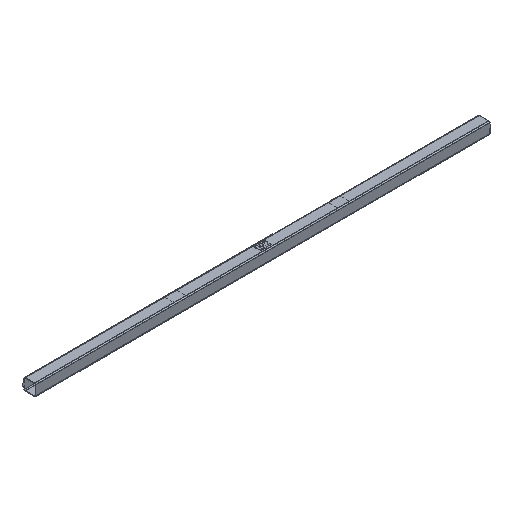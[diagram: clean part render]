
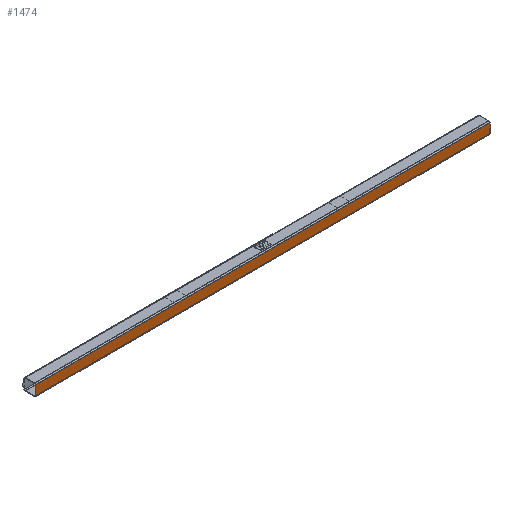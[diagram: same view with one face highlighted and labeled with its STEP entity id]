
A CAD part, isometric view. The second image highlights one B-rep face of the part: STEP entity #1474.
In plain terms, the highlighted planar face has unit normal (0, -1, 0).
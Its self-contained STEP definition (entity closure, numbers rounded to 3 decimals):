
#86 = DIRECTION ( 'NONE',  ( 0., 0., -1. ) ) ;
#372 = CARTESIAN_POINT ( 'NONE',  ( 10., -30., -23.6 ) ) ;
#1002 = DIRECTION ( 'NONE',  ( 0., 1., 0. ) ) ;
#1119 = EDGE_CURVE ( 'NONE', #4777, #1858, #3865, .T. ) ;
#1229 = VECTOR ( 'NONE', #2659, 1000. ) ;
#1257 = EDGE_CURVE ( 'NONE', #3451, #4777, #4143, .T. ) ;
#1438 = ORIENTED_EDGE ( 'NONE', *, *, #7261, .F. ) ;
#1474 = ADVANCED_FACE ( 'NONE', ( #5407 ), #4002, .F. ) ;
#1858 = VERTEX_POINT ( 'NONE', #6017 ) ;
#2659 = DIRECTION ( 'NONE',  ( -1., 0., 0. ) ) ;
#3268 = DIRECTION ( 'NONE',  ( 1., 0., 0. ) ) ;
#3367 = CARTESIAN_POINT ( 'NONE',  ( 2290., -30., 23.6 ) ) ;
#3381 = CARTESIAN_POINT ( 'NONE',  ( 2320., -30., -23.6 ) ) ;
#3451 = VERTEX_POINT ( 'NONE', #3870 ) ;
#3482 = VECTOR ( 'NONE', #86, 1000. ) ;
#3525 = LINE ( 'NONE', #5380, #7292 ) ;
#3865 = LINE ( 'NONE', #6630, #3482 ) ;
#3870 = CARTESIAN_POINT ( 'NONE',  ( 10., -30., 23.6 ) ) ;
#4002 = PLANE ( 'NONE',  #6399 ) ;
#4090 = DIRECTION ( 'NONE',  ( 1., 0., 0. ) ) ;
#4143 = LINE ( 'NONE', #5976, #7773 ) ;
#4590 = ORIENTED_EDGE ( 'NONE', *, *, #1257, .F. ) ;
#4777 = VERTEX_POINT ( 'NONE', #3367 ) ;
#5380 = CARTESIAN_POINT ( 'NONE',  ( 10., -30., -23.6 ) ) ;
#5407 = FACE_OUTER_BOUND ( 'NONE', #7401, .T. ) ;
#5732 = ORIENTED_EDGE ( 'NONE', *, *, #7534, .F. ) ;
#5751 = LINE ( 'NONE', #3381, #1229 ) ;
#5976 = CARTESIAN_POINT ( 'NONE',  ( 2320., -30., 23.6 ) ) ;
#6001 = VERTEX_POINT ( 'NONE', #372 ) ;
#6017 = CARTESIAN_POINT ( 'NONE',  ( 2290., -30., -23.6 ) ) ;
#6399 = AXIS2_PLACEMENT_3D ( 'NONE', #6429, #1002, #4090 ) ;
#6429 = CARTESIAN_POINT ( 'NONE',  ( 2320., -30., -23.6 ) ) ;
#6630 = CARTESIAN_POINT ( 'NONE',  ( 2290., -30., -23.6 ) ) ;
#7212 = DIRECTION ( 'NONE',  ( 0., 0., 1. ) ) ;
#7261 = EDGE_CURVE ( 'NONE', #6001, #3451, #3525, .T. ) ;
#7292 = VECTOR ( 'NONE', #7212, 1000. ) ;
#7401 = EDGE_LOOP ( 'NONE', ( #5732, #7521, #4590, #1438 ) ) ;
#7521 = ORIENTED_EDGE ( 'NONE', *, *, #1119, .F. ) ;
#7534 = EDGE_CURVE ( 'NONE', #1858, #6001, #5751, .T. ) ;
#7773 = VECTOR ( 'NONE', #3268, 1000. ) ;
